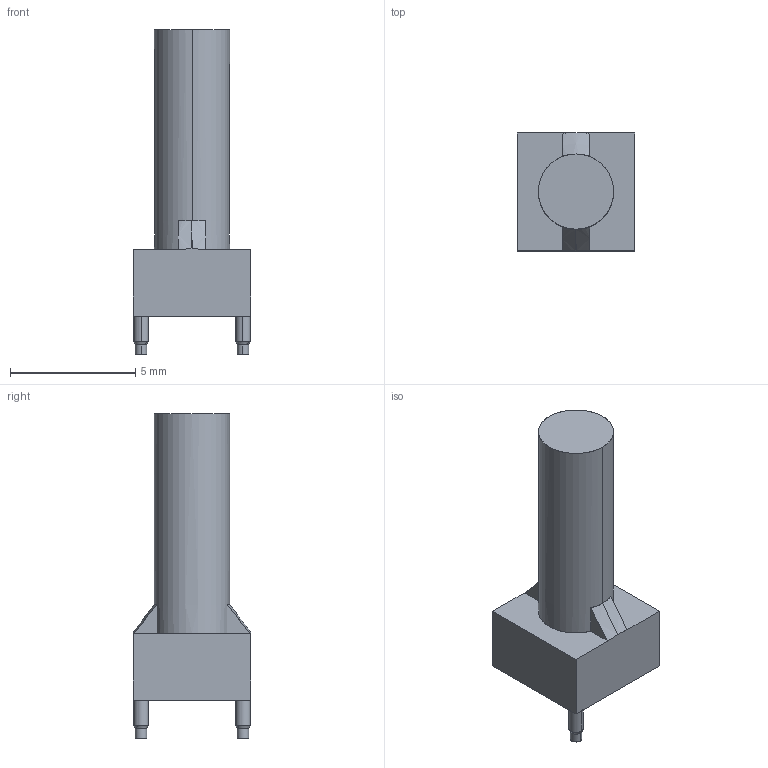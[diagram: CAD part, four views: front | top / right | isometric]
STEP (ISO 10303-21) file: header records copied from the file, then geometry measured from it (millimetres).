
FILE_DESCRIPTION(('FreeCAD Model'),'2;1');
FILE_NAME('VLP_450_F.step','2018-02-19T14:20:52',( 'kicad StepUp'),('ksu MCAD'),'Open CASCADE STEP processor 6.8', 'FreeCAD','Unknown');
FILE_SCHEMA(('AUTOMOTIVE_DESIGN_CC2 { 1 2 10303 214 -1 1 5 4 }'));
Length unit declared in the file: millimetre
Products named in the file (1): VLP_450_F
Bounding box: 4.7 x 4.7 x 12.95 mm (x, y, z)
Surface area: 214.5 mm2 (no closed solid volume)
Topology: 0 solids, 42 shells, 42 faces, 369 edges, 369 vertices
Faces by surface type: bspline 29, revolution 13
Entity records: 3908 total; most frequent: CARTESIAN_POINT 1369, ORIENTED_EDGE 369, EDGE_CURVE 369, VERTEX_POINT 369, DIRECTION 228, B_SPLINE_CURVE_WITH_KNOTS 220, LINE 111, VECTOR 111
